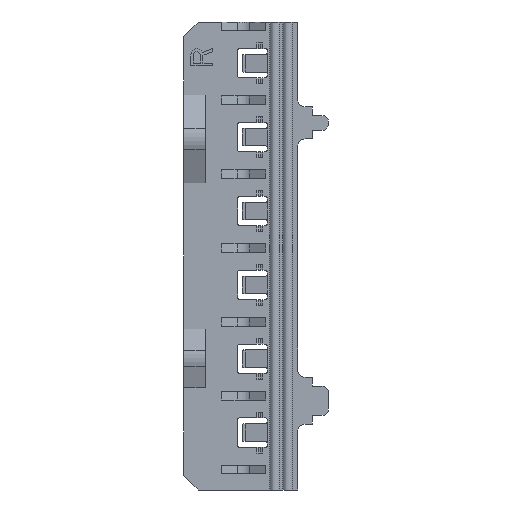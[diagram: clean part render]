
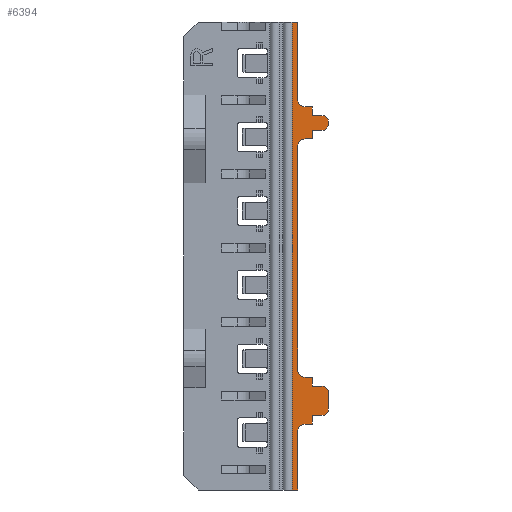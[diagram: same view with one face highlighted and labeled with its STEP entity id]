
A CAD part, left-side view. The second image highlights one B-rep face of the part: STEP entity #6394.
In plain terms, the highlighted planar face has unit normal (-1, 0, 0).
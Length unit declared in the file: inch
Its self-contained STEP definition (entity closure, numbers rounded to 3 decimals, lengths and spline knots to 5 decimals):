
#2=DIRECTION('',(0.,0.,1.));
#3=VECTOR('',#2,0.14);
#4=CARTESIAN_POINT('',(-0.022,0.,-1.16));
#5=LINE('',#4,#3);
#14=DIRECTION('',(0.,0.,1.));
#15=VECTOR('',#14,0.04);
#16=CARTESIAN_POINT('',(-0.022,0.,0.79));
#17=LINE('',#16,#15);
#30=DIRECTION('',(0.,0.707,-0.707));
#31=VECTOR('',#30,0.04243);
#32=CARTESIAN_POINT('',(-0.022,0.,-1.16));
#33=LINE('',#32,#31);
#111=CARTESIAN_POINT('',(-0.022,0.16,0.97));
#112=DIRECTION('',(1.,0.,0.));
#113=DIRECTION('',(0.,0.,-1.));
#114=AXIS2_PLACEMENT_3D('',#111,#112,#113);
#116=DIRECTION('',(0.,0.,-1.));
#117=VECTOR('',#116,0.53);
#118=CARTESIAN_POINT('',(-0.022,0.21,1.5));
#119=LINE('',#118,#117);
#120=DIRECTION('',(0.,1.,0.));
#121=VECTOR('',#120,0.05);
#122=CARTESIAN_POINT('',(-0.022,0.11,0.92));
#123=LINE('',#122,#121);
#124=DIRECTION('',(0.,0.,-1.));
#125=VECTOR('',#124,0.06);
#126=CARTESIAN_POINT('',(-0.022,0.11,0.92));
#127=LINE('',#126,#125);
#128=DIRECTION('',(0.,1.,0.));
#129=VECTOR('',#128,0.08);
#130=CARTESIAN_POINT('',(-0.022,0.03,0.86));
#131=LINE('',#130,#129);
#132=DIRECTION('',(0.,1.,0.));
#133=VECTOR('',#132,0.08);
#134=CARTESIAN_POINT('',(-0.022,0.03,0.76));
#135=LINE('',#134,#133);
#136=DIRECTION('',(0.,0.,1.));
#137=VECTOR('',#136,0.06);
#138=CARTESIAN_POINT('',(-0.022,0.11,0.7));
#139=LINE('',#138,#137);
#140=DIRECTION('',(0.,-1.,0.));
#141=VECTOR('',#140,0.05);
#142=CARTESIAN_POINT('',(-0.022,0.16,0.7));
#143=LINE('',#142,#141);
#144=DIRECTION('',(0.,0.,1.));
#145=VECTOR('',#144,1.53);
#146=CARTESIAN_POINT('',(-0.022,0.21,-0.88));
#147=LINE('',#146,#145);
#148=DIRECTION('',(0.,1.,0.));
#149=VECTOR('',#148,0.05);
#150=CARTESIAN_POINT('',(-0.022,0.11,-0.93));
#151=LINE('',#150,#149);
#152=DIRECTION('',(0.,0.,1.));
#153=VECTOR('',#152,0.06);
#154=CARTESIAN_POINT('',(-0.022,0.11,-0.99));
#155=LINE('',#154,#153);
#156=DIRECTION('',(0.,1.,0.));
#157=VECTOR('',#156,0.08);
#158=CARTESIAN_POINT('',(-0.022,0.03,-0.99));
#159=LINE('',#158,#157);
#160=DIRECTION('',(0.,1.,0.));
#161=VECTOR('',#160,0.08);
#162=CARTESIAN_POINT('',(-0.022,0.03,-1.19));
#163=LINE('',#162,#161);
#164=DIRECTION('',(0.,0.,1.));
#165=VECTOR('',#164,0.06);
#166=CARTESIAN_POINT('',(-0.022,0.11,-1.25));
#167=LINE('',#166,#165);
#168=DIRECTION('',(0.,-1.,0.));
#169=VECTOR('',#168,0.05);
#170=CARTESIAN_POINT('',(-0.022,0.16,-1.25));
#171=LINE('',#170,#169);
#172=DIRECTION('',(0.,0.,1.));
#173=VECTOR('',#172,0.4);
#174=CARTESIAN_POINT('',(-0.022,0.21,-1.7));
#175=LINE('',#174,#173);
#176=DIRECTION('',(0.,1.,0.));
#177=VECTOR('',#176,0.03675);
#178=CARTESIAN_POINT('',(-0.022,0.21,-1.7));
#179=LINE('',#178,#177);
#192=DIRECTION('',(0.,0.707,0.707));
#193=VECTOR('',#192,0.04243);
#194=CARTESIAN_POINT('',(-0.022,0.,0.83));
#195=LINE('',#194,#193);
#216=DIRECTION('',(0.,0.707,-0.707));
#217=VECTOR('',#216,0.04243);
#218=CARTESIAN_POINT('',(-0.022,0.,0.79));
#219=LINE('',#218,#217);
#249=CARTESIAN_POINT('',(-0.022,0.16,-0.88));
#250=DIRECTION('',(1.,0.,0.));
#251=DIRECTION('',(0.,0.,-1.));
#252=AXIS2_PLACEMENT_3D('',#249,#250,#251);
#267=CARTESIAN_POINT('',(-0.022,0.16,0.65));
#268=DIRECTION('',(1.,0.,0.));
#269=DIRECTION('',(0.,1.,0.));
#270=AXIS2_PLACEMENT_3D('',#267,#268,#269);
#276=DIRECTION('',(0.,0.707,0.707));
#277=VECTOR('',#276,0.04243);
#278=CARTESIAN_POINT('',(-0.022,0.,-1.02));
#279=LINE('',#278,#277);
#309=CARTESIAN_POINT('',(-0.022,0.16,-1.3));
#310=DIRECTION('',(1.,0.,0.));
#311=DIRECTION('',(0.,1.,0.));
#312=AXIS2_PLACEMENT_3D('',#309,#310,#311);
#2457=DIRECTION('',(0.,1.,0.));
#2458=VECTOR('',#2457,0.03675);
#2459=CARTESIAN_POINT('',(-0.022,0.21,1.5));
#2460=LINE('',#2459,#2458);
#2620=DIRECTION('',(0.,0.,1.));
#2621=VECTOR('',#2620,3.2);
#2622=CARTESIAN_POINT('',(-0.022,0.24675,-1.7));
#2623=LINE('',#2622,#2621);
#4738=CARTESIAN_POINT('',(-0.022,0.24675,-1.7));
#4739=CARTESIAN_POINT('',(-0.022,0.24675,1.5));
#4740=VERTEX_POINT('',#4738);
#4741=VERTEX_POINT('',#4739);
#4743=CARTESIAN_POINT('',(-0.022,0.11,-1.19));
#4745=VERTEX_POINT('',#4743);
#4747=CARTESIAN_POINT('',(-0.022,0.11,0.86));
#4749=VERTEX_POINT('',#4747);
#4751=CARTESIAN_POINT('',(-0.022,0.11,-0.99));
#4753=VERTEX_POINT('',#4751);
#4755=CARTESIAN_POINT('',(-0.022,0.11,0.76));
#4757=VERTEX_POINT('',#4755);
#4831=CARTESIAN_POINT('',(-0.022,0.,-1.16));
#4833=VERTEX_POINT('',#4831);
#4835=CARTESIAN_POINT('',(-0.022,0.03,-1.19));
#4837=VERTEX_POINT('',#4835);
#4839=CARTESIAN_POINT('',(-0.022,0.,0.79));
#4841=VERTEX_POINT('',#4839);
#4843=CARTESIAN_POINT('',(-0.022,0.03,0.76));
#4845=VERTEX_POINT('',#4843);
#4848=CARTESIAN_POINT('',(-0.022,0.,-1.02));
#4849=VERTEX_POINT('',#4848);
#4851=CARTESIAN_POINT('',(-0.022,0.03,-0.99));
#4853=VERTEX_POINT('',#4851);
#4870=CARTESIAN_POINT('',(-0.022,0.,0.83));
#4871=VERTEX_POINT('',#4870);
#4873=CARTESIAN_POINT('',(-0.022,0.03,0.86));
#4875=VERTEX_POINT('',#4873);
#4880=CARTESIAN_POINT('',(-0.022,0.21,-1.7));
#4882=VERTEX_POINT('',#4880);
#4888=CARTESIAN_POINT('',(-0.022,0.21,1.5));
#4890=VERTEX_POINT('',#4888);
#4900=CARTESIAN_POINT('',(-0.022,0.11,-1.25));
#4902=VERTEX_POINT('',#4900);
#4904=CARTESIAN_POINT('',(-0.022,0.11,0.92));
#4906=VERTEX_POINT('',#4904);
#4908=CARTESIAN_POINT('',(-0.022,0.11,-0.93));
#4910=VERTEX_POINT('',#4908);
#4912=CARTESIAN_POINT('',(-0.022,0.11,0.7));
#4914=VERTEX_POINT('',#4912);
#5563=CARTESIAN_POINT('',(-0.022,0.16,0.7));
#5565=VERTEX_POINT('',#5563);
#5567=CARTESIAN_POINT('',(-0.022,0.21,0.65));
#5569=VERTEX_POINT('',#5567);
#5571=CARTESIAN_POINT('',(-0.022,0.21,0.97));
#5573=VERTEX_POINT('',#5571);
#5575=CARTESIAN_POINT('',(-0.022,0.16,0.92));
#5577=VERTEX_POINT('',#5575);
#5579=CARTESIAN_POINT('',(-0.022,0.21,-0.88));
#5581=VERTEX_POINT('',#5579);
#5583=CARTESIAN_POINT('',(-0.022,0.16,-0.93));
#5585=VERTEX_POINT('',#5583);
#5587=CARTESIAN_POINT('',(-0.022,0.16,-1.25));
#5589=VERTEX_POINT('',#5587);
#5591=CARTESIAN_POINT('',(-0.022,0.21,-1.3));
#5593=VERTEX_POINT('',#5591);
#6337=CARTESIAN_POINT('',(-0.022,0.,-1.7));
#6338=DIRECTION('',(-1.,0.,0.));
#6339=DIRECTION('',(0.,0.,1.));
#6340=AXIS2_PLACEMENT_3D('',#6337,#6338,#6339);
#6341=PLANE('',#6340);
#6342=ORIENTED_EDGE('',*,*,#6329,.T.);
#6343=ORIENTED_EDGE('',*,*,#6318,.F.);
#6344=ORIENTED_EDGE('',*,*,#6304,.F.);
#6346=ORIENTED_EDGE('',*,*,#6345,.T.);
#6348=ORIENTED_EDGE('',*,*,#6347,.F.);
#6350=ORIENTED_EDGE('',*,*,#6349,.F.);
#6351=ORIENTED_EDGE('',*,*,#6213,.F.);
#6353=ORIENTED_EDGE('',*,*,#6352,.T.);
#6355=ORIENTED_EDGE('',*,*,#6354,.T.);
#6357=ORIENTED_EDGE('',*,*,#6356,.F.);
#6359=ORIENTED_EDGE('',*,*,#6358,.F.);
#6361=ORIENTED_EDGE('',*,*,#6360,.F.);
#6363=ORIENTED_EDGE('',*,*,#6362,.F.);
#6365=ORIENTED_EDGE('',*,*,#6364,.F.);
#6367=ORIENTED_EDGE('',*,*,#6366,.F.);
#6369=ORIENTED_EDGE('',*,*,#6368,.F.);
#6371=ORIENTED_EDGE('',*,*,#6370,.F.);
#6373=ORIENTED_EDGE('',*,*,#6372,.F.);
#6374=ORIENTED_EDGE('',*,*,#6193,.F.);
#6375=ORIENTED_EDGE('',*,*,#6228,.T.);
#6377=ORIENTED_EDGE('',*,*,#6376,.T.);
#6379=ORIENTED_EDGE('',*,*,#6378,.F.);
#6381=ORIENTED_EDGE('',*,*,#6380,.F.);
#6383=ORIENTED_EDGE('',*,*,#6382,.F.);
#6385=ORIENTED_EDGE('',*,*,#6384,.F.);
#6387=ORIENTED_EDGE('',*,*,#6386,.T.);
#6389=ORIENTED_EDGE('',*,*,#6388,.T.);
#6391=ORIENTED_EDGE('',*,*,#6390,.F.);
#6392=EDGE_LOOP('',(#6342,#6343,#6344,#6346,#6348,#6350,#6351,#6353,#6355,#6357,
#6359,#6361,#6363,#6365,#6367,#6369,#6371,#6373,#6374,#6375,#6377,#6379,#6381,
#6383,#6385,#6387,#6389,#6391));
#6393=FACE_OUTER_BOUND('',#6392,.F.);
#6394=ADVANCED_FACE('',(#6393),#6341,.T.);
#115=CIRCLE('',#114,0.05);
#253=CIRCLE('',#252,0.05);
#271=CIRCLE('',#270,0.05);
#313=CIRCLE('',#312,0.05);
#6193=EDGE_CURVE('',#4833,#4849,#5,.T.);
#6213=EDGE_CURVE('',#4841,#4871,#17,.T.);
#6228=EDGE_CURVE('',#4833,#4837,#33,.T.);
#6304=EDGE_CURVE('',#4906,#5577,#123,.T.);
#6318=EDGE_CURVE('',#5577,#5573,#115,.T.);
#6329=EDGE_CURVE('',#4890,#5573,#119,.T.);
#6345=EDGE_CURVE('',#4906,#4749,#127,.T.);
#6347=EDGE_CURVE('',#4875,#4749,#131,.T.);
#6349=EDGE_CURVE('',#4871,#4875,#195,.T.);
#6352=EDGE_CURVE('',#4841,#4845,#219,.T.);
#6354=EDGE_CURVE('',#4845,#4757,#135,.T.);
#6356=EDGE_CURVE('',#4914,#4757,#139,.T.);
#6358=EDGE_CURVE('',#5565,#4914,#143,.T.);
#6360=EDGE_CURVE('',#5569,#5565,#271,.T.);
#6362=EDGE_CURVE('',#5581,#5569,#147,.T.);
#6364=EDGE_CURVE('',#5585,#5581,#253,.T.);
#6366=EDGE_CURVE('',#4910,#5585,#151,.T.);
#6368=EDGE_CURVE('',#4753,#4910,#155,.T.);
#6370=EDGE_CURVE('',#4853,#4753,#159,.T.);
#6372=EDGE_CURVE('',#4849,#4853,#279,.T.);
#6376=EDGE_CURVE('',#4837,#4745,#163,.T.);
#6378=EDGE_CURVE('',#4902,#4745,#167,.T.);
#6380=EDGE_CURVE('',#5589,#4902,#171,.T.);
#6382=EDGE_CURVE('',#5593,#5589,#313,.T.);
#6384=EDGE_CURVE('',#4882,#5593,#175,.T.);
#6386=EDGE_CURVE('',#4882,#4740,#179,.T.);
#6388=EDGE_CURVE('',#4740,#4741,#2623,.T.);
#6390=EDGE_CURVE('',#4890,#4741,#2460,.T.);
